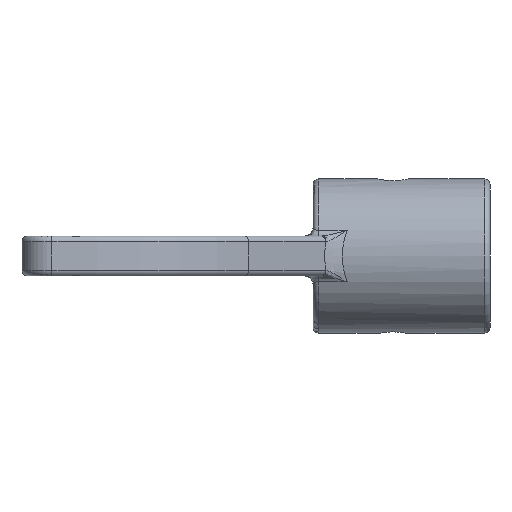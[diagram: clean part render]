
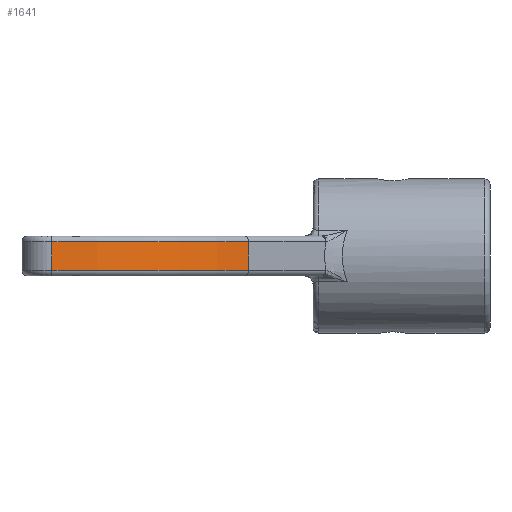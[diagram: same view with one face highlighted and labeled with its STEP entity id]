
A CAD part, front view. The second image highlights one B-rep face of the part: STEP entity #1641.
In plain terms, the highlighted cylindrical face has radius 48 mm (diameter 96 mm), a partial arc.
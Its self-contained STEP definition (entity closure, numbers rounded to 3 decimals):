
#238=CYLINDRICAL_SURFACE('',#1833,48.);
#273=CIRCLE('',#1689,48.);
#286=CIRCLE('',#1716,48.);
#394=VERTEX_POINT('',#2323);
#396=VERTEX_POINT('',#2329);
#418=VERTEX_POINT('',#2752);
#420=VERTEX_POINT('',#2758);
#556=VECTOR('',#4521,1.);
#587=VECTOR('',#4606,1.);
#644=LINE('',#4101,#556);
#675=LINE('',#4163,#587);
#731=EDGE_CURVE('',#396,#394,#273,.T.);
#766=EDGE_CURVE('',#420,#418,#286,.T.);
#876=EDGE_CURVE('',#394,#420,#644,.T.);
#907=EDGE_CURVE('',#396,#418,#675,.T.);
#1338=ORIENTED_EDGE('',*,*,#876,.T.);
#1339=ORIENTED_EDGE('',*,*,#766,.T.);
#1340=ORIENTED_EDGE('',*,*,#907,.F.);
#1341=ORIENTED_EDGE('',*,*,#731,.T.);
#1459=EDGE_LOOP('',(#1338,#1339,#1340,#1341));
#1551=FACE_BOUND('',#1459,.T.);
#1641=ADVANCED_FACE('',(#1551),#238,.T.);
#1689=AXIS2_PLACEMENT_3D('',#2332,#4263,#4264);
#1716=AXIS2_PLACEMENT_3D('',#2757,#4327,#4328);
#1833=AXIS2_PLACEMENT_3D('',#4162,#4604,#4605);
#2323=CARTESIAN_POINT('',(2.316,-47.944,2.51));
#2329=CARTESIAN_POINT('',(36.77,-30.854,2.51));
#2332=CARTESIAN_POINT('',(0.,0.,2.51));
#2752=CARTESIAN_POINT('',(36.77,-30.854,-2.51));
#2757=CARTESIAN_POINT('',(0.,0.,-2.51));
#2758=CARTESIAN_POINT('',(2.316,-47.944,-2.51));
#4101=CARTESIAN_POINT('',(2.316,-47.944,2.51));
#4162=CARTESIAN_POINT('',(0.,0.,3.5));
#4163=CARTESIAN_POINT('',(36.77,-30.854,2.51));
#4263=DIRECTION('',(0.,0.,-1.));
#4264=DIRECTION('',(48.,0.,0.));
#4327=DIRECTION('',(0.,0.,1.));
#4328=DIRECTION('',(48.,0.,0.));
#4521=DIRECTION('',(0.,0.,-1.));
#4604=DIRECTION('',(0.,0.,1.));
#4605=DIRECTION('',(-48.,0.,0.));
#4606=DIRECTION('',(0.,0.,-1.));
